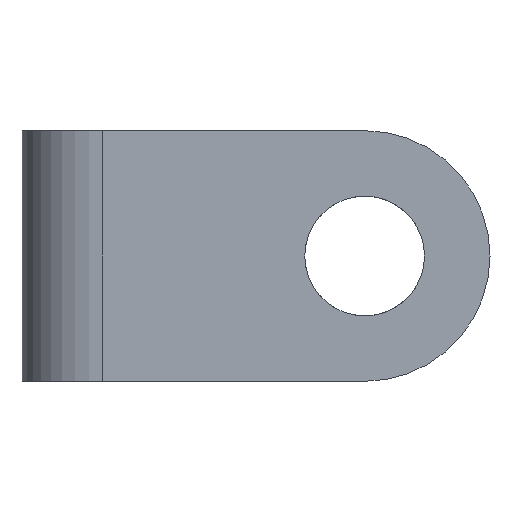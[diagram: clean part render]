
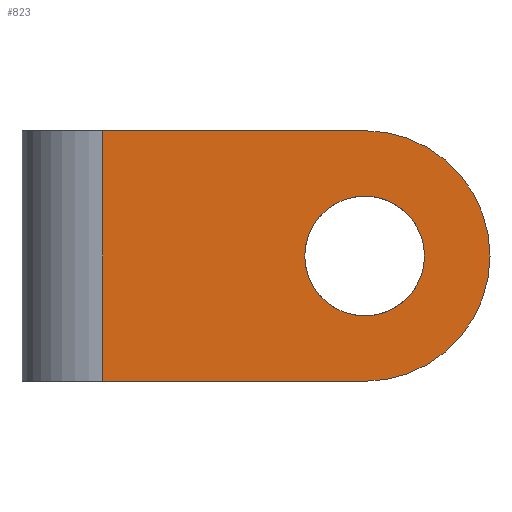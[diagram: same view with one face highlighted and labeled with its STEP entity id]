
A CAD part, front view. The second image highlights one B-rep face of the part: STEP entity #823.
In plain terms, the highlighted planar face has unit normal (0, -1, 0).
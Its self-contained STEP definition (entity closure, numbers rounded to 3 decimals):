
#88 = VECTOR ( 'NONE', #151, 1000. ) ;
#93 = AXIS2_PLACEMENT_3D ( 'NONE', #150, #532, #533 ) ;
#150 = CARTESIAN_POINT ( 'NONE',  ( 9.4, -2.9, 0. ) ) ;
#151 = DIRECTION ( 'NONE',  ( 0., 0., -1. ) ) ;
#169 = CARTESIAN_POINT ( 'NONE',  ( 0., -2.9, 4.5 ) ) ;
#172 = VERTEX_POINT ( 'NONE', #400 ) ;
#176 = ORIENTED_EDGE ( 'NONE', *, *, #877, .F. ) ;
#185 = ORIENTED_EDGE ( 'NONE', *, *, #863, .T. ) ;
#186 = ORIENTED_EDGE ( 'NONE', *, *, #857, .T. ) ;
#187 = ORIENTED_EDGE ( 'NONE', *, *, #853, .T. ) ;
#199 = VERTEX_POINT ( 'NONE', #395 ) ;
#203 = VERTEX_POINT ( 'NONE', #391 ) ;
#206 = VERTEX_POINT ( 'NONE', #388 ) ;
#211 = VERTEX_POINT ( 'NONE', #384 ) ;
#216 = VERTEX_POINT ( 'NONE', #379 ) ;
#232 = LINE ( 'NONE', #169, #88 ) ;
#242 = EDGE_LOOP ( 'NONE', ( #474, #185, #186, #176, #187 ) ) ;
#252 = EDGE_LOOP ( 'NONE', ( #268, #271 ) ) ;
#268 = ORIENTED_EDGE ( 'NONE', *, *, #878, .T. ) ;
#271 = ORIENTED_EDGE ( 'NONE', *, *, #888, .T. ) ;
#338 = DIRECTION ( 'NONE',  ( 0., 0., 1. ) ) ;
#339 = DIRECTION ( 'NONE',  ( 0., 1., 0. ) ) ;
#340 = CARTESIAN_POINT ( 'NONE',  ( 0., -2.9, 4.5 ) ) ;
#341 = PLANE ( 'NONE',  #1009 ) ;
#357 = CARTESIAN_POINT ( 'NONE',  ( 9.4, -2.9, 4.5 ) ) ;
#379 = CARTESIAN_POINT ( 'NONE',  ( 11.55, -2.9, 0. ) ) ;
#384 = CARTESIAN_POINT ( 'NONE',  ( 13.9, -2.9, 0. ) ) ;
#388 = CARTESIAN_POINT ( 'NONE',  ( 9.4, -2.9, -4.5 ) ) ;
#391 = CARTESIAN_POINT ( 'NONE',  ( 0., -2.9, -4.5 ) ) ;
#395 = CARTESIAN_POINT ( 'NONE',  ( 0., -2.9, 4.5 ) ) ;
#400 = CARTESIAN_POINT ( 'NONE',  ( 7.25, -2.9, 0. ) ) ;
#474 = ORIENTED_EDGE ( 'NONE', *, *, #862, .T. ) ;
#525 = VERTEX_POINT ( 'NONE', #357 ) ;
#532 = DIRECTION ( 'NONE',  ( 0., -1., 0. ) ) ;
#533 = DIRECTION ( 'NONE',  ( 0., 0., 1. ) ) ;
#547 = CARTESIAN_POINT ( 'NONE',  ( 9.4, -2.9, 0. ) ) ;
#548 = LINE ( 'NONE', #549, #970 ) ;
#549 = CARTESIAN_POINT ( 'NONE',  ( 0., -2.9, -4.5 ) ) ;
#550 = DIRECTION ( 'NONE',  ( 1., 0., 0. ) ) ;
#551 = DIRECTION ( 'NONE',  ( 0., -1., 0. ) ) ;
#552 = DIRECTION ( 'NONE',  ( 0., 0., 1. ) ) ;
#592 = CARTESIAN_POINT ( 'NONE',  ( 9.4, -2.9, 0. ) ) ;
#593 = LINE ( 'NONE', #594, #1043 ) ;
#594 = CARTESIAN_POINT ( 'NONE',  ( 0., -2.9, 4.5 ) ) ;
#595 = DIRECTION ( 'NONE',  ( 1., 0., 0. ) ) ;
#596 = DIRECTION ( 'NONE',  ( 0., 1., 0. ) ) ;
#597 = DIRECTION ( 'NONE',  ( -1., 0., 0. ) ) ;
#656 = DIRECTION ( 'NONE',  ( 0., 1., 0. ) ) ;
#745 = CARTESIAN_POINT ( 'NONE',  ( 9.4, -2.9, 0. ) ) ;
#816 = DIRECTION ( 'NONE',  ( -1., 0., 0. ) ) ;
#823 = ADVANCED_FACE ( 'NONE', ( #1005, #1007 ), #341, .F. ) ;
#853 = EDGE_CURVE ( 'NONE', #199, #203, #232, .T. ) ;
#857 = EDGE_CURVE ( 'NONE', #211, #525, #928, .T. ) ;
#862 = EDGE_CURVE ( 'NONE', #203, #206, #548, .T. ) ;
#863 = EDGE_CURVE ( 'NONE', #206, #211, #910, .T. ) ;
#877 = EDGE_CURVE ( 'NONE', #199, #525, #593, .T. ) ;
#878 = EDGE_CURVE ( 'NONE', #172, #216, #955, .T. ) ;
#888 = EDGE_CURVE ( 'NONE', #216, #172, #912, .T. ) ;
#910 = CIRCLE ( 'NONE', #968, 4.5 ) ;
#912 = CIRCLE ( 'NONE', #974, 2.15 ) ;
#928 = CIRCLE ( 'NONE', #93, 4.5 ) ;
#955 = CIRCLE ( 'NONE', #1038, 2.15 ) ;
#968 = AXIS2_PLACEMENT_3D ( 'NONE', #547, #551, #552 ) ;
#970 = VECTOR ( 'NONE', #550, 1000. ) ;
#974 = AXIS2_PLACEMENT_3D ( 'NONE', #745, #656, #816 ) ;
#1005 = FACE_OUTER_BOUND ( 'NONE', #242, .T. ) ;
#1007 = FACE_BOUND ( 'NONE', #252, .T. ) ;
#1009 = AXIS2_PLACEMENT_3D ( 'NONE', #340, #339, #338 ) ;
#1038 = AXIS2_PLACEMENT_3D ( 'NONE', #592, #596, #597 ) ;
#1043 = VECTOR ( 'NONE', #595, 1000. ) ;
